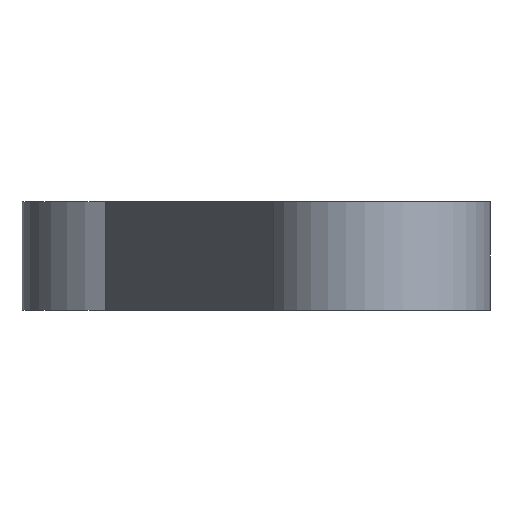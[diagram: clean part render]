
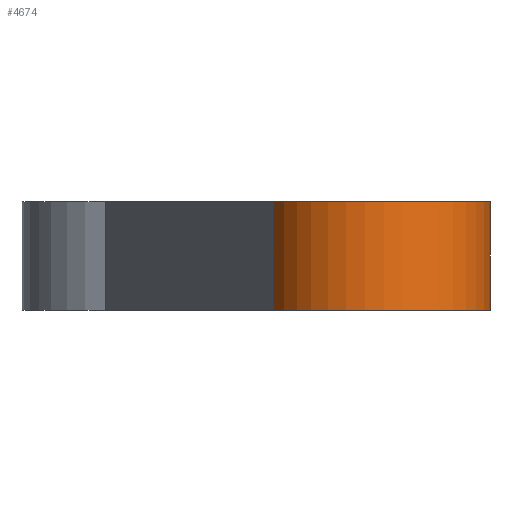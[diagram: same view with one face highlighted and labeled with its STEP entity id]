
A CAD part, left-side view. The second image highlights one B-rep face of the part: STEP entity #4674.
In plain terms, the highlighted cylindrical face has radius 21 mm (diameter 42 mm), a partial arc.
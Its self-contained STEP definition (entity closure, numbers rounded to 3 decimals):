
#57=CARTESIAN_POINT('',(-75.,-39.,-10.));
#58=DIRECTION('',(0.,0.,1.));
#59=DIRECTION('',(-0.454,0.891,0.));
#60=AXIS2_PLACEMENT_3D('',#57,#58,#59);
#141=CARTESIAN_POINT('',(-75.,-39.,10.));
#142=DIRECTION('',(0.,0.,1.));
#143=DIRECTION('',(-0.454,0.891,0.));
#144=AXIS2_PLACEMENT_3D('',#141,#142,#143);
#1066=DIRECTION('',(0.,0.,1.));
#1067=VECTOR('',#1066,20.);
#1068=CARTESIAN_POINT('',(-71.353,-59.681,-10.));
#1069=LINE('',#1068,#1067);
#1070=DIRECTION('',(0.,0.,1.));
#1071=VECTOR('',#1070,20.);
#1072=CARTESIAN_POINT('',(-84.534,-20.289,-10.));
#1073=LINE('',#1072,#1071);
#2973=CARTESIAN_POINT('',(-84.534,-20.289,-10.));
#2975=VERTEX_POINT('',#2973);
#2976=CARTESIAN_POINT('',(-71.353,-59.681,-10.));
#2977=VERTEX_POINT('',#2976);
#2979=CARTESIAN_POINT('',(-84.534,-20.289,10.));
#2981=VERTEX_POINT('',#2979);
#2982=CARTESIAN_POINT('',(-71.353,-59.681,10.));
#2983=VERTEX_POINT('',#2982);
#4662=CARTESIAN_POINT('',(-75.,-39.,-10.));
#4663=DIRECTION('',(0.,0.,1.));
#4664=DIRECTION('',(1.,0.,0.));
#4665=AXIS2_PLACEMENT_3D('',#4662,#4663,#4664);
#4666=CYLINDRICAL_SURFACE('',#4665,21.);
#4667=ORIENTED_EDGE('',*,*,#3957,.F.);
#4669=ORIENTED_EDGE('',*,*,#4668,.T.);
#4670=ORIENTED_EDGE('',*,*,#4058,.T.);
#4671=ORIENTED_EDGE('',*,*,#4656,.F.);
#4672=EDGE_LOOP('',(#4667,#4669,#4670,#4671));
#4673=FACE_OUTER_BOUND('',#4672,.F.);
#4674=ADVANCED_FACE('',(#4673),#4666,.T.);
#61=CIRCLE('',#60,21.);
#145=CIRCLE('',#144,21.);
#3957=EDGE_CURVE('',#2975,#2977,#61,.T.);
#4058=EDGE_CURVE('',#2981,#2983,#145,.T.);
#4656=EDGE_CURVE('',#2977,#2983,#1069,.T.);
#4668=EDGE_CURVE('',#2975,#2981,#1073,.T.);
